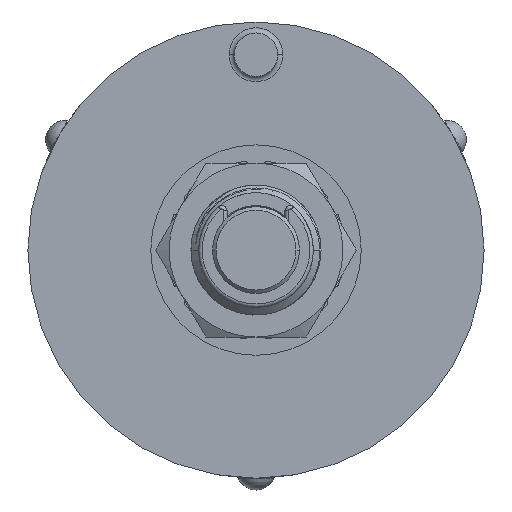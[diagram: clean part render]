
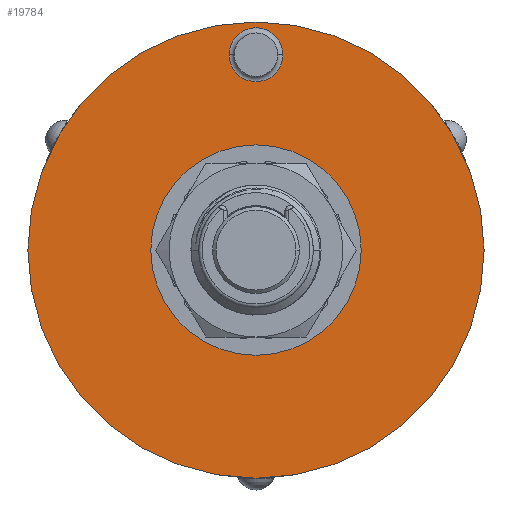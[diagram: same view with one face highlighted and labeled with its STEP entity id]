
A CAD part, front view. The second image highlights one B-rep face of the part: STEP entity #19784.
In plain terms, the highlighted planar face has unit normal (0, -1, 0).
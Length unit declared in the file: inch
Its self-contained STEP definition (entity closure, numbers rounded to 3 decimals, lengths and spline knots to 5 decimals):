
#6266=CARTESIAN_POINT('',(0.,0.,0.));
#6267=DIRECTION('',(0.,-1.,0.));
#6268=DIRECTION('',(-1.,0.,0.));
#6269=AXIS2_PLACEMENT_3D('',#6266,#6267,#6268);
#6271=CARTESIAN_POINT('',(0.,0.,0.));
#6272=DIRECTION('',(0.,1.,0.));
#6273=DIRECTION('',(-1.,0.,0.));
#6274=AXIS2_PLACEMENT_3D('',#6271,#6272,#6273);
#6276=CARTESIAN_POINT('',(0.,0.,0.562));
#6277=DIRECTION('',(0.,-1.,0.));
#6278=DIRECTION('',(-1.,0.,0.));
#6279=AXIS2_PLACEMENT_3D('',#6276,#6277,#6278);
#6281=CARTESIAN_POINT('',(0.,0.,0.562));
#6282=DIRECTION('',(0.,-1.,0.));
#6283=DIRECTION('',(1.,0.,0.));
#6284=AXIS2_PLACEMENT_3D('',#6281,#6282,#6283);
#6290=CARTESIAN_POINT('',(0.,0.,0.));
#6291=DIRECTION('',(0.,-1.,0.));
#6292=DIRECTION('',(1.,0.,0.));
#6293=AXIS2_PLACEMENT_3D('',#6290,#6291,#6292);
#6299=CARTESIAN_POINT('',(0.,0.,0.));
#6300=DIRECTION('',(0.,1.,0.));
#6301=DIRECTION('',(1.,0.,0.));
#6302=AXIS2_PLACEMENT_3D('',#6299,#6300,#6301);
#11749=CARTESIAN_POINT('',(0.656,0.,0.));
#11751=VERTEX_POINT('',#11749);
#11753=CARTESIAN_POINT('',(-0.656,0.,0.));
#11755=VERTEX_POINT('',#11753);
#11765=CARTESIAN_POINT('',(-0.0775,0.,0.562));
#11766=CARTESIAN_POINT('',(0.0775,0.,0.562));
#11767=VERTEX_POINT('',#11765);
#11768=VERTEX_POINT('',#11766);
#11777=CARTESIAN_POINT('',(-0.2705,0.,0.));
#11779=VERTEX_POINT('',#11777);
#11781=CARTESIAN_POINT('',(0.2705,0.,0.));
#11783=VERTEX_POINT('',#11781);
#19763=CARTESIAN_POINT('',(0.,0.,0.));
#19764=DIRECTION('',(0.,1.,0.));
#19765=DIRECTION('',(1.,0.,0.));
#19766=AXIS2_PLACEMENT_3D('',#19763,#19764,#19765);
#19767=PLANE('',#19766);
#19769=ORIENTED_EDGE('',*,*,#19768,.F.);
#19771=ORIENTED_EDGE('',*,*,#19770,.T.);
#19772=EDGE_LOOP('',(#19769,#19771));
#19773=FACE_OUTER_BOUND('',#19772,.F.);
#19774=ORIENTED_EDGE('',*,*,#19756,.F.);
#19775=ORIENTED_EDGE('',*,*,#19745,.T.);
#19776=EDGE_LOOP('',(#19774,#19775));
#19777=FACE_BOUND('',#19776,.F.);
#19779=ORIENTED_EDGE('',*,*,#19778,.T.);
#19781=ORIENTED_EDGE('',*,*,#19780,.T.);
#19782=EDGE_LOOP('',(#19779,#19781));
#19783=FACE_BOUND('',#19782,.F.);
#19784=ADVANCED_FACE('',(#19773,#19777,#19783),#19767,.F.);
#6270=CIRCLE('',#6269,0.2705);
#6275=CIRCLE('',#6274,0.2705);
#6280=CIRCLE('',#6279,0.0775);
#6285=CIRCLE('',#6284,0.0775);
#6294=CIRCLE('',#6293,0.656);
#6303=CIRCLE('',#6302,0.656);
#19745=EDGE_CURVE('',#11779,#11783,#6270,.T.);
#19756=EDGE_CURVE('',#11779,#11783,#6275,.T.);
#19768=EDGE_CURVE('',#11751,#11755,#6294,.T.);
#19770=EDGE_CURVE('',#11751,#11755,#6303,.T.);
#19778=EDGE_CURVE('',#11767,#11768,#6280,.T.);
#19780=EDGE_CURVE('',#11768,#11767,#6285,.T.);
